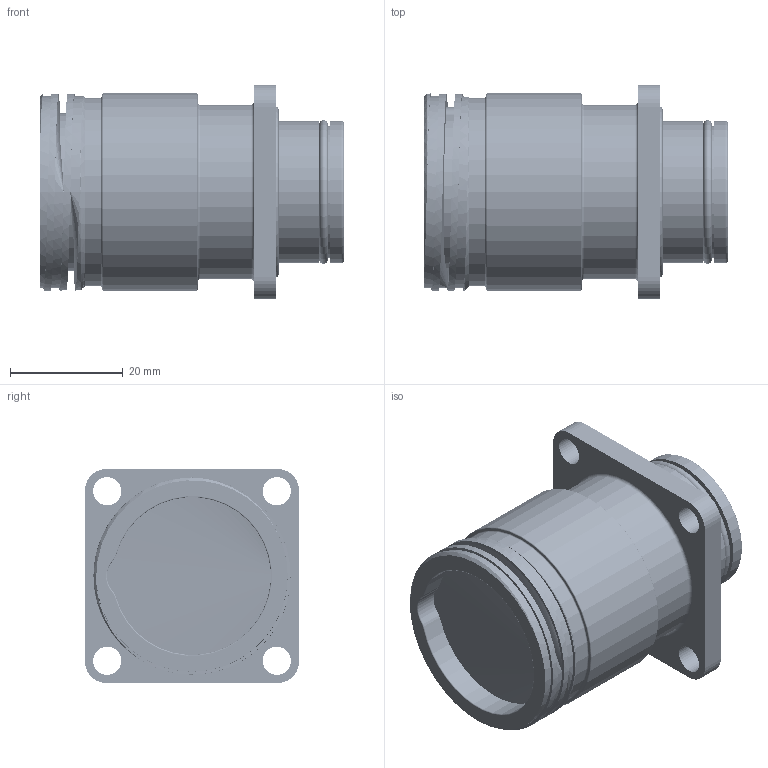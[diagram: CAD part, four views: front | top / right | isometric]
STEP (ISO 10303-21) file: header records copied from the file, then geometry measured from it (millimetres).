
FILE_DESCRIPTION(/* description */ (''),/* implementation_level */ '2;1');
FILE_NAME(/* name */ 'TrustLink MS FCR C 37 F.stp',/* time_stamp */ '2021-03-10T14:13:19+01:00',/* author */ ('sh'),/* organization */ (''),/* preprocessor_version */ 'ST-DEVELOPER v17.2',/* originating_system */ 'Autodesk Inventor 2019',/* authorisation */ '');
FILE_SCHEMA (('AUTOMOTIVE_DESIGN { 1 0 10303 214 3 1 1 }'));
Length unit declared in the file: millimetre
Products named in the file (1): TrustLink MS FCR C 37 F
Bounding box: 54 x 38.1 x 38.1 mm (x, y, z)
Volume: 28864.8 mm3; surface area: 21440.8 mm2
Topology: 2 solids, 2 shells, 2457 faces, 6610 edges, 4201 vertices
Faces by surface type: plane 898, cylinder 821, cone 337, bspline 270, torus 131
Full cylindrical faces by diameter (mm): 0.5 x37, 1.05 x37, 1.1 x37, 1.12 x37, 1.32 x37, 1.6 x37, 1.75 x37, 1.78 x37, 1.8 x74, 1.98 x37, 2.4 x37, 5 x4, 20 x1, 23 x1, 23.4 x2, 24 x1, 24.5 x1, 25.35 x2, 27 x1, 28 x2, 30.2 x4, 30.8 x1, 31 x1, 33.5 x1, 34 x3, 35 x3
Entity records: 86801 total; most frequent: CARTESIAN_POINT 23380, ORIENTED_EDGE 13072, DIRECTION 12465, EDGE_CURVE 6536, AXIS2_PLACEMENT_3D 4816, VERTEX_POINT 4201, LINE 2833, VECTOR 2833
